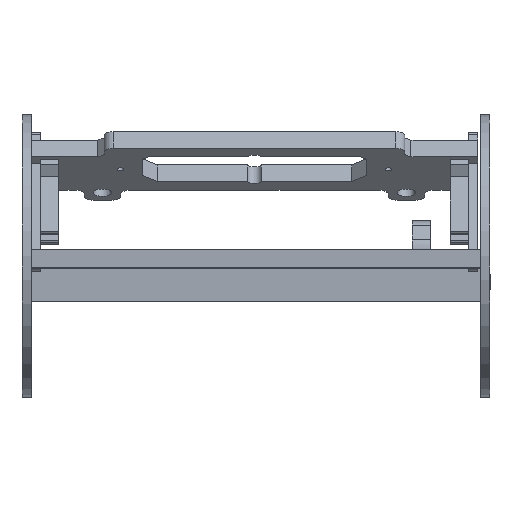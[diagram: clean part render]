
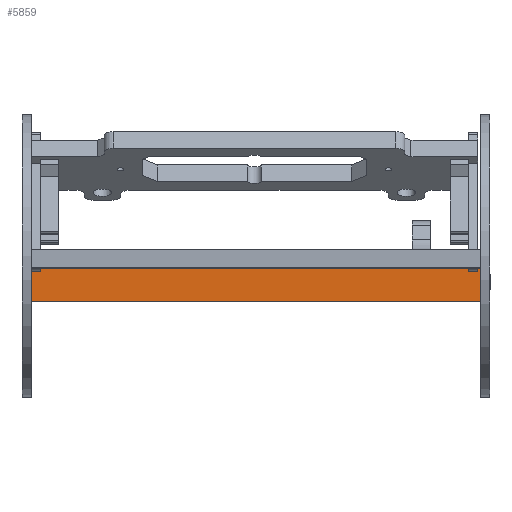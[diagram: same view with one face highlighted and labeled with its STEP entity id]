
A CAD part, top view. The second image highlights one B-rep face of the part: STEP entity #5859.
In plain terms, the highlighted face is planar.
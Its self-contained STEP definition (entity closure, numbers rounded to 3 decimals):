
#292=PLANE('',#6292);
#561=FACE_OUTER_BOUND('',#902,.T.);
#902=EDGE_LOOP('',(#5045,#5046,#5047,#5048,#5049,#5050,#5051,#5052,#5053,
#5054,#5055,#5056,#5057,#5058,#5059,#5060,#5061,#5062,#5063,#5064));
#1409=LINE('',#9174,#2063);
#1413=LINE('',#9182,#2067);
#1416=LINE('',#9188,#2070);
#1419=LINE('',#9194,#2073);
#1422=LINE('',#9200,#2076);
#1425=LINE('',#9206,#2079);
#1428=LINE('',#9212,#2082);
#1431=LINE('',#9218,#2085);
#1434=LINE('',#9224,#2088);
#1437=LINE('',#9230,#2091);
#1440=LINE('',#9236,#2094);
#1443=LINE('',#9242,#2097);
#1446=LINE('',#9248,#2100);
#1449=LINE('',#9254,#2103);
#1452=LINE('',#9260,#2106);
#1455=LINE('',#9266,#2109);
#1458=LINE('',#9272,#2112);
#1461=LINE('',#9278,#2115);
#1464=LINE('',#9284,#2118);
#1467=LINE('',#9289,#2121);
#2063=VECTOR('',#7482,30.);
#2067=VECTOR('',#7488,6.);
#2070=VECTOR('',#7493,10.);
#2073=VECTOR('',#7498,6.);
#2076=VECTOR('',#7503,68.);
#2079=VECTOR('',#7508,6.);
#2082=VECTOR('',#7513,10.);
#2085=VECTOR('',#7518,6.);
#2088=VECTOR('',#7523,30.);
#2091=VECTOR('',#7528,8.);
#2094=VECTOR('',#7533,3.);
#2097=VECTOR('',#7538,5.);
#2100=VECTOR('',#7543,3.);
#2103=VECTOR('',#7548,4.);
#2106=VECTOR('',#7553,148.);
#2109=VECTOR('',#7558,4.);
#2112=VECTOR('',#7563,3.);
#2115=VECTOR('',#7568,5.);
#2118=VECTOR('',#7573,3.);
#2121=VECTOR('',#7578,8.);
#2853=VERTEX_POINT('',#9172);
#2854=VERTEX_POINT('',#9173);
#2857=VERTEX_POINT('',#9181);
#2859=VERTEX_POINT('',#9187);
#2861=VERTEX_POINT('',#9193);
#2863=VERTEX_POINT('',#9199);
#2865=VERTEX_POINT('',#9205);
#2867=VERTEX_POINT('',#9211);
#2869=VERTEX_POINT('',#9217);
#2871=VERTEX_POINT('',#9223);
#2873=VERTEX_POINT('',#9229);
#2875=VERTEX_POINT('',#9235);
#2877=VERTEX_POINT('',#9241);
#2879=VERTEX_POINT('',#9247);
#2881=VERTEX_POINT('',#9253);
#2883=VERTEX_POINT('',#9259);
#2885=VERTEX_POINT('',#9265);
#2887=VERTEX_POINT('',#9271);
#2889=VERTEX_POINT('',#9277);
#2891=VERTEX_POINT('',#9283);
#3587=EDGE_CURVE('',#2853,#2854,#1409,.T.);
#3591=EDGE_CURVE('',#2857,#2853,#1413,.T.);
#3594=EDGE_CURVE('',#2859,#2857,#1416,.T.);
#3597=EDGE_CURVE('',#2861,#2859,#1419,.T.);
#3600=EDGE_CURVE('',#2863,#2861,#1422,.T.);
#3603=EDGE_CURVE('',#2865,#2863,#1425,.T.);
#3606=EDGE_CURVE('',#2867,#2865,#1428,.T.);
#3609=EDGE_CURVE('',#2869,#2867,#1431,.T.);
#3612=EDGE_CURVE('',#2871,#2869,#1434,.T.);
#3615=EDGE_CURVE('',#2873,#2871,#1437,.T.);
#3618=EDGE_CURVE('',#2875,#2873,#1440,.T.);
#3621=EDGE_CURVE('',#2877,#2875,#1443,.T.);
#3624=EDGE_CURVE('',#2879,#2877,#1446,.T.);
#3627=EDGE_CURVE('',#2881,#2879,#1449,.T.);
#3630=EDGE_CURVE('',#2883,#2881,#1452,.T.);
#3633=EDGE_CURVE('',#2885,#2883,#1455,.T.);
#3636=EDGE_CURVE('',#2887,#2885,#1458,.T.);
#3639=EDGE_CURVE('',#2889,#2887,#1461,.T.);
#3642=EDGE_CURVE('',#2891,#2889,#1464,.T.);
#3645=EDGE_CURVE('',#2854,#2891,#1467,.T.);
#5045=ORIENTED_EDGE('',*,*,#3645,.F.);
#5046=ORIENTED_EDGE('',*,*,#3587,.F.);
#5047=ORIENTED_EDGE('',*,*,#3591,.F.);
#5048=ORIENTED_EDGE('',*,*,#3594,.F.);
#5049=ORIENTED_EDGE('',*,*,#3597,.F.);
#5050=ORIENTED_EDGE('',*,*,#3600,.F.);
#5051=ORIENTED_EDGE('',*,*,#3603,.F.);
#5052=ORIENTED_EDGE('',*,*,#3606,.F.);
#5053=ORIENTED_EDGE('',*,*,#3609,.F.);
#5054=ORIENTED_EDGE('',*,*,#3612,.F.);
#5055=ORIENTED_EDGE('',*,*,#3615,.F.);
#5056=ORIENTED_EDGE('',*,*,#3618,.F.);
#5057=ORIENTED_EDGE('',*,*,#3621,.F.);
#5058=ORIENTED_EDGE('',*,*,#3624,.F.);
#5059=ORIENTED_EDGE('',*,*,#3627,.F.);
#5060=ORIENTED_EDGE('',*,*,#3630,.F.);
#5061=ORIENTED_EDGE('',*,*,#3633,.F.);
#5062=ORIENTED_EDGE('',*,*,#3636,.F.);
#5063=ORIENTED_EDGE('',*,*,#3639,.F.);
#5064=ORIENTED_EDGE('',*,*,#3642,.F.);
#5859=ADVANCED_FACE('',(#561),#292,.F.);
#6292=AXIS2_PLACEMENT_3D('',#9292,#7582,#7583);
#7482=DIRECTION('',(0.,1.,0.));
#7488=DIRECTION('',(0.,0.,-1.));
#7493=DIRECTION('',(0.,1.,0.));
#7498=DIRECTION('',(0.,0.,1.));
#7503=DIRECTION('',(0.,1.,0.));
#7508=DIRECTION('',(0.,0.,-1.));
#7513=DIRECTION('',(0.,1.,0.));
#7518=DIRECTION('',(0.,0.,1.));
#7523=DIRECTION('',(0.,1.,0.));
#7528=DIRECTION('',(0.,0.,-1.));
#7533=DIRECTION('',(0.,1.,0.));
#7538=DIRECTION('',(0.,0.,-1.));
#7543=DIRECTION('',(0.,-1.,0.));
#7548=DIRECTION('',(0.,0.,-1.));
#7553=DIRECTION('',(0.,-1.,0.));
#7558=DIRECTION('',(0.,0.,1.));
#7563=DIRECTION('',(0.,-1.,0.));
#7568=DIRECTION('',(0.,0.,1.));
#7573=DIRECTION('',(0.,1.,0.));
#7578=DIRECTION('',(0.,0.,1.));
#7582=DIRECTION('center_axis',(1.,0.,0.));
#7583=DIRECTION('ref_axis',(0.,0.,-1.));
#9172=CARTESIAN_POINT('',(0.,118.,0.));
#9173=CARTESIAN_POINT('',(0.,148.,0.));
#9174=CARTESIAN_POINT('',(0.,118.,0.));
#9181=CARTESIAN_POINT('',(0.,118.,6.));
#9182=CARTESIAN_POINT('',(0.,118.,6.));
#9187=CARTESIAN_POINT('',(0.,108.,6.));
#9188=CARTESIAN_POINT('',(0.,108.,6.));
#9193=CARTESIAN_POINT('',(0.,108.,0.));
#9194=CARTESIAN_POINT('',(0.,108.,0.));
#9199=CARTESIAN_POINT('',(0.,40.,0.));
#9200=CARTESIAN_POINT('',(0.,40.,0.));
#9205=CARTESIAN_POINT('',(0.,40.,6.));
#9206=CARTESIAN_POINT('',(0.,40.,6.));
#9211=CARTESIAN_POINT('',(0.,30.,6.));
#9212=CARTESIAN_POINT('',(0.,30.,6.));
#9217=CARTESIAN_POINT('',(0.,30.,0.));
#9218=CARTESIAN_POINT('',(0.,30.,0.));
#9223=CARTESIAN_POINT('',(0.,0.,0.));
#9224=CARTESIAN_POINT('',(0.,0.,0.));
#9229=CARTESIAN_POINT('',(0.,0.,8.));
#9230=CARTESIAN_POINT('',(0.,0.,8.));
#9235=CARTESIAN_POINT('',(0.,-3.,8.));
#9236=CARTESIAN_POINT('',(0.,-3.,8.));
#9241=CARTESIAN_POINT('',(0.,-3.,13.));
#9242=CARTESIAN_POINT('',(0.,-3.,13.));
#9247=CARTESIAN_POINT('',(0.,0.,13.));
#9248=CARTESIAN_POINT('',(0.,0.,13.));
#9253=CARTESIAN_POINT('',(0.,0.,17.));
#9254=CARTESIAN_POINT('',(0.,0.,17.));
#9259=CARTESIAN_POINT('',(0.,148.,17.));
#9260=CARTESIAN_POINT('',(0.,148.,17.));
#9265=CARTESIAN_POINT('',(0.,148.,13.));
#9266=CARTESIAN_POINT('',(0.,148.,13.));
#9271=CARTESIAN_POINT('',(0.,151.,13.));
#9272=CARTESIAN_POINT('',(0.,151.,13.));
#9277=CARTESIAN_POINT('',(0.,151.,8.));
#9278=CARTESIAN_POINT('',(0.,151.,8.));
#9283=CARTESIAN_POINT('',(0.,148.,8.));
#9284=CARTESIAN_POINT('',(0.,148.,8.));
#9289=CARTESIAN_POINT('',(0.,148.,0.));
#9292=CARTESIAN_POINT('Origin',(0.,74.,8.533));
